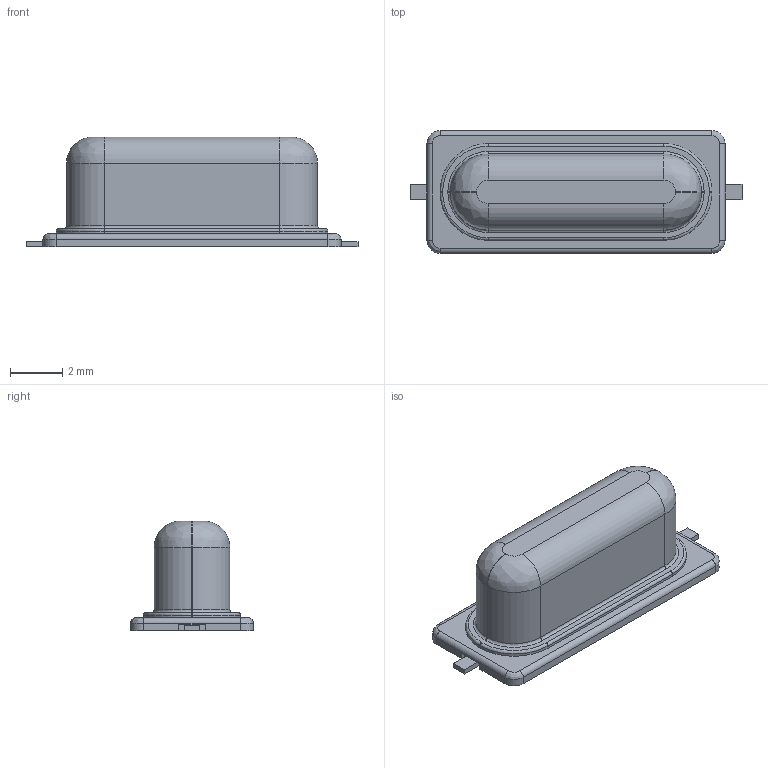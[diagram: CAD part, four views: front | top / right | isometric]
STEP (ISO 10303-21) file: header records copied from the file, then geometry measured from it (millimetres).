
FILE_DESCRIPTION (( 'STEP AP214' ), '1' );
FILE_NAME ('User Library-HC49US.STEP', '2016-03-05T15:26:23', ( 'Windows User' ), ( '' ), 'SwSTEP 2.0', 'SolidWorks 2016', '' );
FILE_SCHEMA (( 'AUTOMOTIVE_DESIGN' ));
Length unit declared in the file: millimetre
Products named in the file (4): User Library-HC49US_Fillet006; User Library-HC49US_Fillet005; User Library-HC49US_Fusion002; User Library-HC49US
Assembly tree (3 placements, depth 2):
  User Library-HC49US
    User Library-HC49US_Fusion002
    User Library-HC49US_Fillet005
    User Library-HC49US_Fillet006
Bounding box: 12.7 x 4.7 x 4.2 mm (x, y, z)
Volume: 119.5 mm3; surface area: 278.8 mm2
Topology: 4 solids, 4 shells, 81 faces, 184 edges, 112 vertices
Faces by surface type: plane 37, cylinder 28, bspline 16
Entity records: 3580 total; most frequent: CARTESIAN_POINT 781, ORIENTED_EDGE 368, DIRECTION 366, EDGE_CURVE 184, AXIS2_PLACEMENT_3D 127, VERTEX_POINT 112, LINE 112, VECTOR 112
